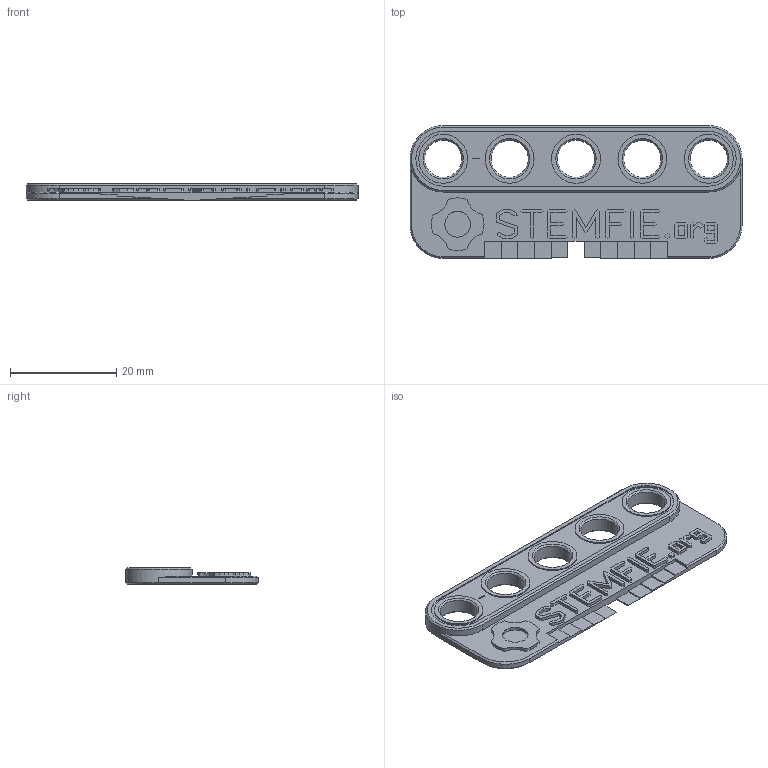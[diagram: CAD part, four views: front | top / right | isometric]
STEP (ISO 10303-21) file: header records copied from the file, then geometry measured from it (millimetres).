
FILE_DESCRIPTION(('FreeCAD Model'),'2;1');
FILE_NAME('Open CASCADE Shape Model','2024-01-31T00:44:45',(''),(''), 'Open CASCADE STEP processor 7.6','FreeCAD','Unknown');
FILE_SCHEMA(('AUTOMOTIVE_DESIGN { 1 0 10303 214 1 1 1 1 }'));
Length unit declared in the file: millimetre
Products named in the file (1): Sign URL BRC Transparency Test BU05x02x00.25 - SPN-SGN-0031 
(stemfie.org)
Bounding box: 62.5 x 25 x 3.12 mm (x, y, z)
Volume: 2801 mm3; surface area: 3706.4 mm2
Topology: 1 solids, 1 shells, 926 faces, 2581 edges, 1712 vertices
Faces by surface type: extrusion 452, plane 438, cone 20, cylinder 16
Full cylindrical faces by diameter (mm): 7 x5, 9.2 x5
Entity records: 63592 total; most frequent: CARTESIAN_POINT 14936, DIRECTION 7389, VECTOR 6289, LINE 5837, ORIENTED_EDGE 5162, PCURVE 5162, DEFINITIONAL_REPRESENTATION 5162, EDGE_CURVE 2581
